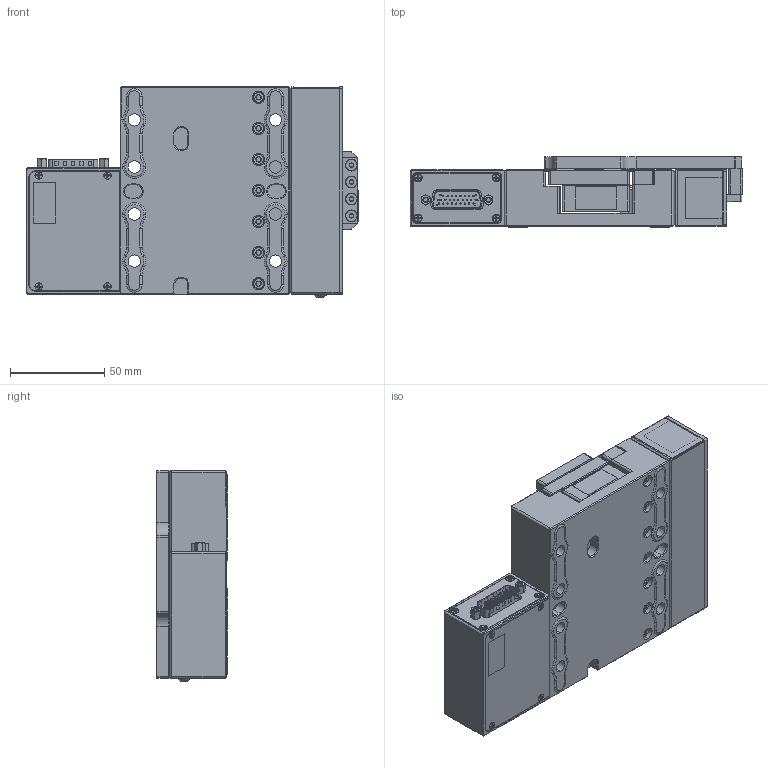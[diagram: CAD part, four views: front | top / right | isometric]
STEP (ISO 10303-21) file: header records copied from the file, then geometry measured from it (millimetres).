
FILE_DESCRIPTION (( 'STEP AP214' ), '1' );
FILE_NAME ('LDA020A-AE53ZJ2T10A.step', '2024-08-21T18:39:13', ( '' ), ( '' ), 'SwSTEP 2.0', 'SolidWorks 2019', '' );
FILE_SCHEMA (( 'AUTOMOTIVE_DESIGN' ));
Length unit declared in the file: millimetre
Products named in the file (36): LDA Base Assembly_LDA025-10 Customer Facing; Screw M3 SHCS_22mm; Standoff, M-F, #4-40, 0.1875in Hex_0.1875in; CJA Stator Assembly_LDA025 A Force CF; Screw M6 SHCS Low Profile_08mm; Label_Counterbalance Force Adjustment; LDA Controller Housing Assembly - Peripheral_Customer Facing; CJA Front Plate; CJA Mover Spacer; Label_Manufacturing; CJA Mover Assembly_LDA025 CF; LDA Hard Stop Bracket; LDA Peripheral Controller Housing Bottom Cover; Screw M3 Flat Hex_10mm; LDA Finish Machined Base Assembly_LDA025 Customer Facing; Hydra26 PCB_CF; LDA020A-AE53ZJ2T10A; LDA Rail Support_LDA025 Customer Facing; LDA Peripheral Controller Housing; LDA Peripheral Faceplate; Screw M3 SHCS_08mm; Screw M3 SHCS_06mm; Screw M2 Flat Phillips_06mm; CJA Housing Cover_CF; Washer, Custom Delrin, For M4 Flanged Button Screw; LDA Carriage_LDA025 Customer Facing; Label_Magnet Warning; Label_Calibration; LDA Base_LDA025 Customer Facing; Screw M2 Flat Phillips_04mm; CJA Housing_CF; LDA Carriage Assembly_LDA025 Customer Facing; Screw M4 Button Flanged Hex_18mm; CJA Mover Plate_CF; Label_Standard36; CJA Housing Bottom Cover Sticker
Assembly tree (81 placements, depth 4):
  LDA020A-AE53ZJ2T10A
    LDA Base Assembly_LDA025-10 Customer Facing
      LDA Finish Machined Base Assembly_LDA025 Customer Facing
        LDA Base_LDA025 Customer Facing
        LDA Rail Support_LDA025 Customer Facing
        Screw M3 SHCS_22mm  x7
      LDA Controller Housing Assembly - Peripheral_Customer Facing
        Label_Calibration
        Label_Standard36
        Label_Manufacturing
        LDA Peripheral Controller Housing
        LDA Peripheral Faceplate
        LDA Peripheral Controller Housing Bottom Cover
        Hydra26 PCB_CF
        Standoff, M-F, #4-40, 0.1875in Hex_0.1875in  x2
        Screw M2 Flat Phillips_04mm  x8
    LDA Carriage Assembly_LDA025 Customer Facing
      LDA Carriage_LDA025 Customer Facing
      LDA Hard Stop Bracket  x2
      Screw M3 SHCS_06mm  x6
      Label_Magnet Warning  x2
    CJA Mover Assembly_LDA025 CF
      CJA Mover Plate_CF
      CJA Mover Spacer
      CJA Front Plate
      Screw M3 Flat Hex_10mm  x4
      Screw M3 SHCS_08mm  x12
    CJA Stator Assembly_LDA025 A Force CF
      CJA Housing_CF
      Washer, Custom Delrin, For M4 Flanged Button Screw
      CJA Housing Cover_CF
      Screw M6 SHCS Low Profile_08mm  x3
      Screw M2 Flat Phillips_06mm  x10
      Screw M4 Button Flanged Hex_18mm
      CJA Housing Bottom Cover Sticker
      Label_Counterbalance Force Adjustment
Bounding box: 176.25 x 37.35 x 111.59 mm (x, y, z)
Volume: 339034.5 mm3; surface area: 160059.1 mm2
Topology: 76 solids, 76 shells, 3183 faces, 7573 edges, 4650 vertices
Faces by surface type: plane 1260, cylinder 982, cone 771, bspline 108, torus 60, sphere 2
Entity records: 68030 total; most frequent: CARTESIAN_POINT 15192, DIRECTION 9906, ORIENTED_EDGE 9190, EDGE_CURVE 4595, AXIS2_PLACEMENT_3D 3760, VERTEX_POINT 2940, VECTOR 2386, LINE 2386
